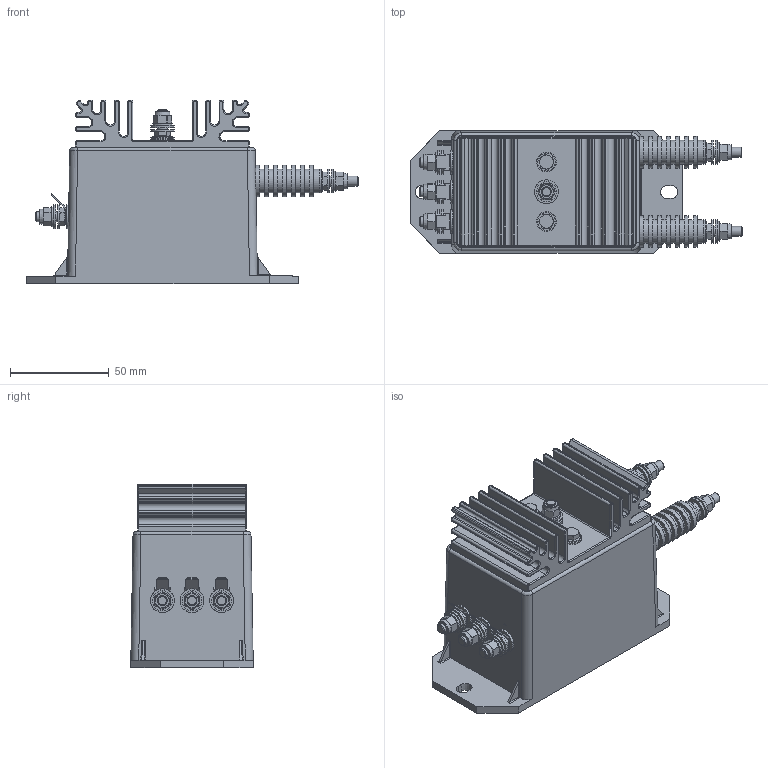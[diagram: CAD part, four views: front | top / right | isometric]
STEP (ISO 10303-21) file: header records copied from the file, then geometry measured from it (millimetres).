
FILE_DESCRIPTION((''),'2;1');
FILE_NAME('MSV200.stp','2012-02-17T13:47:35',('lm'),(''),'Autodesk Inventor 2012','Autodesk Inventor 2012','');
FILE_SCHEMA(('AUTOMOTIVE_DESIGN { 1 0 10303 214 1 1 1 1 }'));
Length unit declared in the file: millimetre
Products named in the file (1): MSV200-2000-0098_Enveloppe_1
Bounding box: 167.86 x 62 x 93 mm (x, y, z)
Surface area: 76967.6 mm2 (no closed solid volume)
Topology: 0 solids, 117 shells, 728 faces, 2497 edges, 1868 vertices
Faces by surface type: plane 319, cylinder 236, torus 83, cone 46, bspline 44
Full cylindrical faces by diameter (mm): 4.134 x1, 5 x6, 9 x2, 10 x11, 12 x32, 16 x14
Entity records: 30285 total; most frequent: CARTESIAN_POINT 8649, DIRECTION 4263, ORIENTED_EDGE 3585, EDGE_CURVE 2409, VERTEX_POINT 1861, AXIS2_PLACEMENT_3D 1571, VECTOR 1121, LINE 1121
